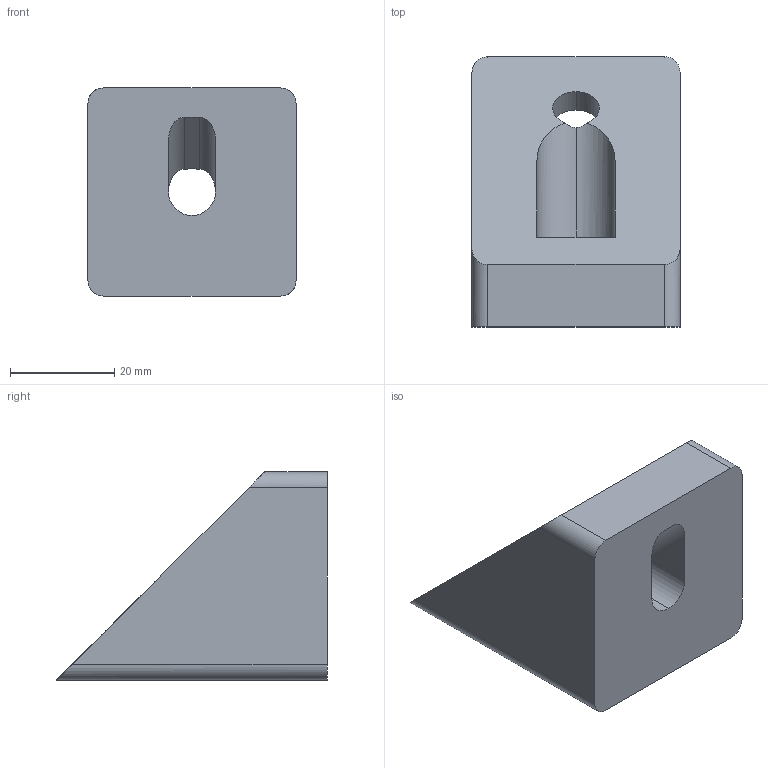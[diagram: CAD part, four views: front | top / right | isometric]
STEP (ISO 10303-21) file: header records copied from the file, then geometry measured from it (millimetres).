
FILE_DESCRIPTION (( 'STEP AP214' ), '1' );
FILE_NAME ('7128220', '2019-02-04T10:20:31', ( '' ), ('JUGARD+KÜNSTNER GmbH'), 'SwSTEP 2.0', 'SolidWorks 2017', '' );
FILE_SCHEMA (( 'AUTOMOTIVE_DESIGN' ));
Length unit declared in the file: millimetre
Products named in the file (1): 7128220_CNAJF00
Bounding box: 40 x 52 x 40 mm (x, y, z)
Volume: 42780.4 mm3; surface area: 10247.5 mm2
Topology: 1 solids, 1 shells, 31 faces, 81 edges, 53 vertices
Faces by surface type: plane 16, cylinder 15
Entity records: 1002 total; most frequent: CARTESIAN_POINT 221, ORIENTED_EDGE 162, DIRECTION 147, EDGE_CURVE 81, VERTEX_POINT 53, VECTOR 49, AXIS2_PLACEMENT_3D 49, LINE 49
